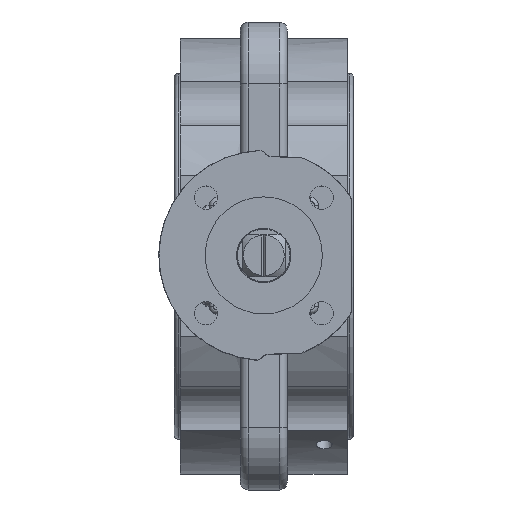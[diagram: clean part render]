
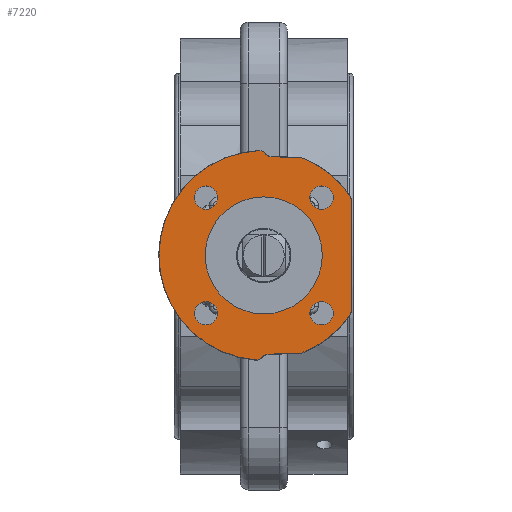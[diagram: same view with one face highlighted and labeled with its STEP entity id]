
A CAD part, top view. The second image highlights one B-rep face of the part: STEP entity #7220.
In plain terms, the highlighted planar face has unit normal (0, 0, 1).
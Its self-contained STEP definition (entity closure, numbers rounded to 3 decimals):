
#6634=CARTESIAN_POINT('',(11.849,-14.849,137.5));
#6635=VERTEX_POINT('',#6634);
#6636=CARTESIAN_POINT('',(14.849,-14.849,137.5));
#6637=DIRECTION('',(0.0,0.0,-1.0));
#6638=DIRECTION('',(-1.0,0.0,0.0));
#6639=AXIS2_PLACEMENT_3D('',#6636,#6637,#6638);
#6640=CIRCLE('',#6639,3.);
#6641=EDGE_CURVE('',#6635,#6635,#6640,.T.);
#6683=CARTESIAN_POINT('',(-14.849,-11.849,137.5));
#6684=VERTEX_POINT('',#6683);
#6685=CARTESIAN_POINT('',(-14.849,-14.849,137.5));
#6686=DIRECTION('',(0.0,0.0,-1.0));
#6687=DIRECTION('',(0.0,1.0,0.0));
#6688=AXIS2_PLACEMENT_3D('',#6685,#6686,#6687);
#6689=CIRCLE('',#6688,3.);
#6690=EDGE_CURVE('',#6684,#6684,#6689,.T.);
#6732=CARTESIAN_POINT('',(14.849,11.849,137.5));
#6733=VERTEX_POINT('',#6732);
#6734=CARTESIAN_POINT('',(14.849,14.849,137.5));
#6735=DIRECTION('',(0.0,0.0,-1.0));
#6736=DIRECTION('',(0.0,-1.0,0.0));
#6737=AXIS2_PLACEMENT_3D('',#6734,#6735,#6736);
#6738=CIRCLE('',#6737,3.);
#6739=EDGE_CURVE('',#6733,#6733,#6738,.T.);
#6781=CARTESIAN_POINT('',(-11.849,14.849,137.5));
#6782=VERTEX_POINT('',#6781);
#6783=CARTESIAN_POINT('',(-14.849,14.849,137.5));
#6784=DIRECTION('',(0.0,0.0,-1.0));
#6785=DIRECTION('',(1.0,0.0,0.0));
#6786=AXIS2_PLACEMENT_3D('',#6783,#6784,#6785);
#6787=CIRCLE('',#6786,3.);
#6788=EDGE_CURVE('',#6782,#6782,#6787,.T.);
#7065=CARTESIAN_POINT('',(15.05,0.,137.5));
#7066=VERTEX_POINT('',#7065);
#7067=CARTESIAN_POINT('',(0.0,0.0,137.5));
#7068=DIRECTION('',(0.0,0.0,-1.0));
#7069=DIRECTION('',(-1.0,0.0,0.0));
#7070=AXIS2_PLACEMENT_3D('',#7067,#7068,#7069);
#7071=CIRCLE('',#7070,15.05);
#7072=EDGE_CURVE('',#7066,#7066,#7071,.T.);
#7089=CARTESIAN_POINT('',(-27.001,60.195,137.5));
#7090=DIRECTION('',(0.0,0.0,-1.0));
#7091=DIRECTION('',(-1.0,0.0,0.0));
#7092=AXIS2_PLACEMENT_3D('',#7089,#7090,#7091);
#7093=PLANE('',#7092);
#7094=CARTESIAN_POINT('',(0.326,26.163,137.5));
#7095=VERTEX_POINT('',#7094);
#7096=CARTESIAN_POINT('',(1.881,25.371,137.5));
#7097=VERTEX_POINT('',#7096);
#7098=CARTESIAN_POINT('',(1.953,27.433,137.5));
#7099=DIRECTION('',(0.0,0.0,1.0));
#7100=DIRECTION('',(-1.0,0.0,0.0));
#7101=AXIS2_PLACEMENT_3D('',#7098,#7099,#7100);
#7102=CIRCLE('',#7101,2.064);
#7103=EDGE_CURVE('',#7095,#7097,#7102,.T.);
#7104=ORIENTED_EDGE('',*,*,#7103,.F.);
#7105=CARTESIAN_POINT('',(-1.293,26.905,137.5));
#7106=VERTEX_POINT('',#7105);
#7107=CARTESIAN_POINT('',(-1.2,24.971,137.5));
#7108=DIRECTION('',(0.0,0.0,-1.0));
#7109=DIRECTION('',(0.0,-1.0,0.0));
#7110=AXIS2_PLACEMENT_3D('',#7107,#7108,#7109);
#7111=CIRCLE('',#7110,1.936);
#7112=EDGE_CURVE('',#7106,#7095,#7111,.T.);
#7113=ORIENTED_EDGE('',*,*,#7112,.F.);
#7114=CARTESIAN_POINT('',(-2.064,-26.857,137.5));
#7115=VERTEX_POINT('',#7114);
#7116=CARTESIAN_POINT('',(0.,0.,137.5));
#7117=DIRECTION('',(0.0,0.0,-1.0));
#7118=DIRECTION('',(1.0,0.0,0.0));
#7119=AXIS2_PLACEMENT_3D('',#7116,#7117,#7118);
#7120=CIRCLE('',#7119,26.936);
#7121=EDGE_CURVE('',#7115,#7106,#7120,.T.);
#7122=ORIENTED_EDGE('',*,*,#7121,.F.);
#7123=CARTESIAN_POINT('',(-0.417,-26.153,137.5));
#7124=VERTEX_POINT('',#7123);
#7125=CARTESIAN_POINT('',(-1.916,-24.926,137.5));
#7126=DIRECTION('',(0.0,0.0,-1.0));
#7127=DIRECTION('',(0.0,-1.0,0.0));
#7128=AXIS2_PLACEMENT_3D('',#7125,#7126,#7127);
#7129=CIRCLE('',#7128,1.936);
#7130=EDGE_CURVE('',#7124,#7115,#7129,.T.);
#7131=ORIENTED_EDGE('',*,*,#7130,.F.);
#7132=CARTESIAN_POINT('',(1.107,-25.398,137.5));
#7133=VERTEX_POINT('',#7132);
#7134=CARTESIAN_POINT('',(1.107,-25.398,137.5));
#7135=CARTESIAN_POINT('',(0.949,-25.403,137.5));
#7136=CARTESIAN_POINT('',(0.792,-25.427,137.5));
#7137=CARTESIAN_POINT('',(0.486,-25.51,137.5));
#7138=CARTESIAN_POINT('',(0.339,-25.569,137.5));
#7139=CARTESIAN_POINT('',(-0.037,-25.772,137.5));
#7140=CARTESIAN_POINT('',(-0.247,-25.945,137.5));
#7141=CARTESIAN_POINT('',(-0.417,-26.153,137.5));
#7142=B_SPLINE_CURVE_WITH_KNOTS('',3,(#7134,#7135,#7136,#7137,#7138,#7139,#7140,#7141),.UNSPECIFIED.,.F.,.U.,(4,2,2,4),(-0.176,-0.128,-0.081,0.0),.UNSPECIFIED.);
#7143=EDGE_CURVE('',#7133,#7124,#7142,.T.);
#7144=ORIENTED_EDGE('',*,*,#7143,.F.);
#7145=CARTESIAN_POINT('',(9.79,-25.095,137.5));
#7146=VERTEX_POINT('',#7145);
#7147=CARTESIAN_POINT('',(9.79,-25.095,137.5));
#7148=DIRECTION('',(-0.999,-0.035,0.));
#7149=VECTOR('',#7148,8.688);
#7150=LINE('',#7147,#7149);
#7151=EDGE_CURVE('',#7146,#7133,#7150,.T.);
#7152=ORIENTED_EDGE('',*,*,#7151,.F.);
#7153=CARTESIAN_POINT('',(22.088,-15.417,137.5));
#7154=VERTEX_POINT('',#7153);
#7155=CARTESIAN_POINT('',(0.,0.,137.5));
#7156=DIRECTION('',(0.0,0.0,-1.0));
#7157=DIRECTION('',(1.0,0.0,0.0));
#7158=AXIS2_PLACEMENT_3D('',#7155,#7156,#7157);
#7159=CIRCLE('',#7158,26.936);
#7160=EDGE_CURVE('',#7154,#7146,#7159,.T.);
#7161=ORIENTED_EDGE('',*,*,#7160,.F.);
#7162=CARTESIAN_POINT('',(22.436,-14.309,137.5));
#7163=VERTEX_POINT('',#7162);
#7164=CARTESIAN_POINT('',(20.5,-14.309,137.5));
#7165=DIRECTION('',(0.0,0.0,-1.0));
#7166=DIRECTION('',(0.0,-1.0,0.0));
#7167=AXIS2_PLACEMENT_3D('',#7164,#7165,#7166);
#7168=CIRCLE('',#7167,1.936);
#7169=EDGE_CURVE('',#7163,#7154,#7168,.T.);
#7170=ORIENTED_EDGE('',*,*,#7169,.F.);
#7171=CARTESIAN_POINT('',(22.436,14.309,137.5));
#7172=VERTEX_POINT('',#7171);
#7173=CARTESIAN_POINT('',(22.436,14.309,137.5));
#7174=DIRECTION('',(0.0,-1.0,0.0));
#7175=VECTOR('',#7174,28.618);
#7176=LINE('',#7173,#7175);
#7177=EDGE_CURVE('',#7172,#7163,#7176,.T.);
#7178=ORIENTED_EDGE('',*,*,#7177,.F.);
#7179=CARTESIAN_POINT('',(22.088,15.417,137.5));
#7180=VERTEX_POINT('',#7179);
#7181=CARTESIAN_POINT('',(20.5,14.309,137.5));
#7182=DIRECTION('',(0.0,0.0,-1.0));
#7183=DIRECTION('',(0.0,-1.0,0.0));
#7184=AXIS2_PLACEMENT_3D('',#7181,#7182,#7183);
#7185=CIRCLE('',#7184,1.936);
#7186=EDGE_CURVE('',#7180,#7172,#7185,.T.);
#7187=ORIENTED_EDGE('',*,*,#7186,.F.);
#7188=CARTESIAN_POINT('',(9.79,25.095,137.5));
#7189=VERTEX_POINT('',#7188);
#7190=CARTESIAN_POINT('',(0.,0.,137.5));
#7191=DIRECTION('',(0.0,0.0,-1.0));
#7192=DIRECTION('',(1.0,0.0,0.0));
#7193=AXIS2_PLACEMENT_3D('',#7190,#7191,#7192);
#7194=CIRCLE('',#7193,26.936);
#7195=EDGE_CURVE('',#7189,#7180,#7194,.T.);
#7196=ORIENTED_EDGE('',*,*,#7195,.F.);
#7197=CARTESIAN_POINT('',(1.881,25.371,137.5));
#7198=DIRECTION('',(0.999,-0.035,0.));
#7199=VECTOR('',#7198,7.914);
#7200=LINE('',#7197,#7199);
#7201=EDGE_CURVE('',#7097,#7189,#7200,.T.);
#7202=ORIENTED_EDGE('',*,*,#7201,.F.);
#7203=EDGE_LOOP('',(#7104,#7113,#7122,#7131,#7144,#7152,#7161,#7170,#7178,#7187,#7196,#7202));
#7204=FACE_OUTER_BOUND('',#7203,.T.);
#7205=ORIENTED_EDGE('',*,*,#6641,.T.);
#7206=EDGE_LOOP('',(#7205));
#7207=FACE_BOUND('',#7206,.T.);
#7208=ORIENTED_EDGE('',*,*,#6690,.T.);
#7209=EDGE_LOOP('',(#7208));
#7210=FACE_BOUND('',#7209,.T.);
#7211=ORIENTED_EDGE('',*,*,#6739,.T.);
#7212=EDGE_LOOP('',(#7211));
#7213=FACE_BOUND('',#7212,.T.);
#7214=ORIENTED_EDGE('',*,*,#6788,.T.);
#7215=EDGE_LOOP('',(#7214));
#7216=FACE_BOUND('',#7215,.T.);
#7217=ORIENTED_EDGE('',*,*,#7072,.T.);
#7218=EDGE_LOOP('',(#7217));
#7219=FACE_BOUND('',#7218,.T.);
#7220=ADVANCED_FACE('',(#7204,#7207,#7210,#7213,#7216,#7219),#7093,.F.);
